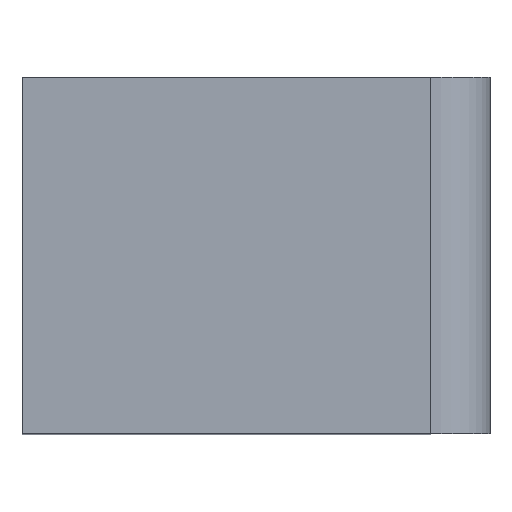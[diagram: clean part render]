
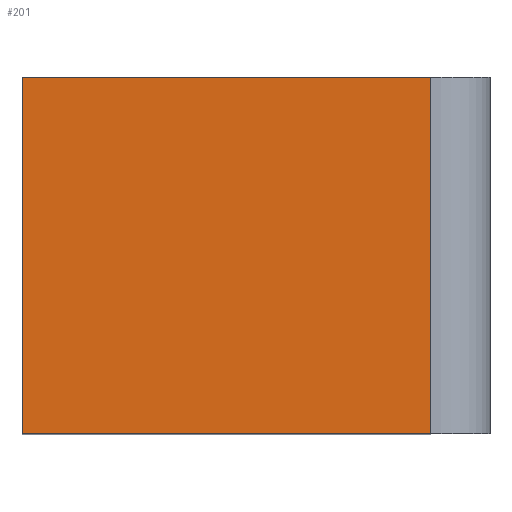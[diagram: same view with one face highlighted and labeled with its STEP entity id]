
A CAD part, top view. The second image highlights one B-rep face of the part: STEP entity #201.
In plain terms, the highlighted planar face has unit normal (0, 0, 1).
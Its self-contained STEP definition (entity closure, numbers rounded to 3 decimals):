
#6 = CARTESIAN_POINT ( 'NONE',  ( -15.607, -7.8, 2. ) ) ;
#34 = VECTOR ( 'NONE', #349, 1000. ) ;
#41 = CARTESIAN_POINT ( 'NONE',  ( 0., -7.8, 2. ) ) ;
#48 = LINE ( 'NONE', #366, #108 ) ;
#51 = DIRECTION ( 'NONE',  ( 0., 1., 0. ) ) ;
#56 = CARTESIAN_POINT ( 'NONE',  ( -19.05, 0., 2. ) ) ;
#60 = CARTESIAN_POINT ( 'NONE',  ( 0., 0., 2. ) ) ;
#62 = EDGE_CURVE ( 'NONE', #203, #235, #211, .T. ) ;
#87 = CARTESIAN_POINT ( 'NONE',  ( -19.05, -4.8, 2. ) ) ;
#103 = ORIENTED_EDGE ( 'NONE', *, *, #62, .T. ) ;
#108 = VECTOR ( 'NONE', #260, 1000. ) ;
#110 = LINE ( 'NONE', #316, #130 ) ;
#112 = CARTESIAN_POINT ( 'NONE',  ( -15.607, -4.8, 2. ) ) ;
#130 = VECTOR ( 'NONE', #51, 1000. ) ;
#141 = ORIENTED_EDGE ( 'NONE', *, *, #276, .T. ) ;
#167 = EDGE_LOOP ( 'NONE', ( #315, #338, #103, #141 ) ) ;
#169 = VERTEX_POINT ( 'NONE', #6 ) ;
#180 = FACE_OUTER_BOUND ( 'NONE', #167, .T. ) ;
#188 = DIRECTION ( 'NONE',  ( 1., 0., 0. ) ) ;
#201 = ADVANCED_FACE ( 'NONE', ( #180 ), #266, .T. ) ;
#203 = VERTEX_POINT ( 'NONE', #87 ) ;
#205 = VECTOR ( 'NONE', #225, 1000. ) ;
#211 = LINE ( 'NONE', #56, #34 ) ;
#225 = DIRECTION ( 'NONE',  ( 1., 0., 0. ) ) ;
#226 = VERTEX_POINT ( 'NONE', #112 ) ;
#235 = VERTEX_POINT ( 'NONE', #292 ) ;
#257 = LINE ( 'NONE', #41, #205 ) ;
#260 = DIRECTION ( 'NONE',  ( -1., 0., 0. ) ) ;
#266 = PLANE ( 'NONE',  #353 ) ;
#276 = EDGE_CURVE ( 'NONE', #235, #169, #257, .T. ) ;
#290 = DIRECTION ( 'NONE',  ( 0., 0., 1. ) ) ;
#292 = CARTESIAN_POINT ( 'NONE',  ( -19.05, -7.8, 2. ) ) ;
#315 = ORIENTED_EDGE ( 'NONE', *, *, #356, .T. ) ;
#316 = CARTESIAN_POINT ( 'NONE',  ( -15.607, 9.736, 2. ) ) ;
#327 = EDGE_CURVE ( 'NONE', #226, #203, #48, .T. ) ;
#338 = ORIENTED_EDGE ( 'NONE', *, *, #327, .T. ) ;
#349 = DIRECTION ( 'NONE',  ( 0., -1., 0. ) ) ;
#353 = AXIS2_PLACEMENT_3D ( 'NONE', #60, #290, #188 ) ;
#356 = EDGE_CURVE ( 'NONE', #169, #226, #110, .T. ) ;
#366 = CARTESIAN_POINT ( 'NONE',  ( 0., -4.8, 2. ) ) ;
